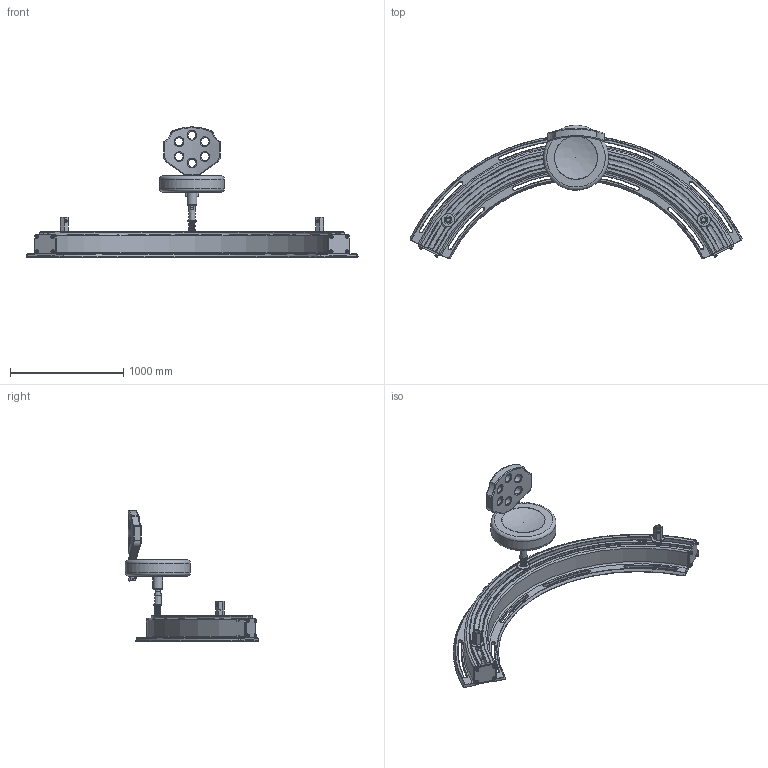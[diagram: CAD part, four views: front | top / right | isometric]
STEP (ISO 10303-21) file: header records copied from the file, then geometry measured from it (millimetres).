
FILE_DESCRIPTION(('FreeCAD Model'),'2;1');
FILE_NAME('Open CASCADE Shape Model','2025-05-03T17:06:32',('FreeCAD'),( 'FreeCAD'),'Open CASCADE STEP processor 7.6','FreeCAD','Unknown');
FILE_SCHEMA(('AUTOMOTIVE_DESIGN { 1 0 10303 214 1 1 1 1 }'));
Products named in the file (1): Open CASCADE STEP translator 7.6 1
Bounding box: 2929.05 x 1177.39 x 1148.79 mm (x, y, z)
Volume: 107215753.7 mm3; surface area: 8680035.4 mm2
Topology: 36 solids, 38 shells, 849 faces, 1893 edges, 1116 vertices
Faces by surface type: bspline 849
Entity records: 34976 total; most frequent: CARTESIAN_POINT 24237, ORIENTED_EDGE 3716, EDGE_CURVE 1858, VERTEX_POINT 1116, FACE_BOUND 982, EDGE_LOOP 982, B_SPLINE_CURVE_WITH_KNOTS 913, ADVANCED_FACE 849
